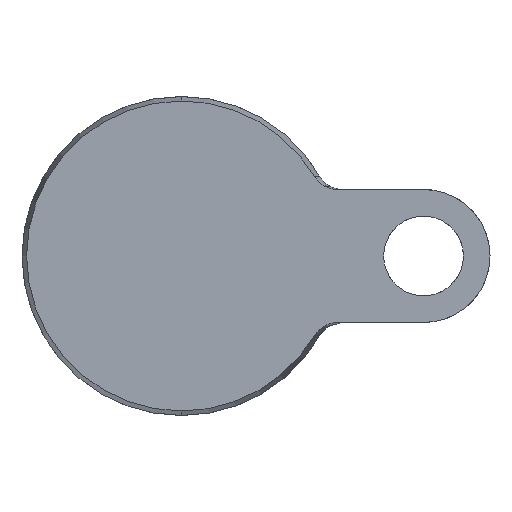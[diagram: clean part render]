
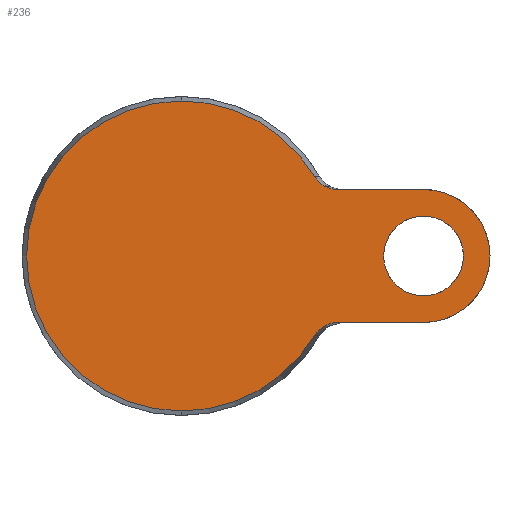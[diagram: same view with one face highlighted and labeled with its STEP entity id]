
A CAD part, front view. The second image highlights one B-rep face of the part: STEP entity #236.
In plain terms, the highlighted planar face has unit normal (0, -1, 0).
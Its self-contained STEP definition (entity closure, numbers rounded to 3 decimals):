
#12 = VERTEX_POINT ( 'NONE', #1198 ) ;
#14 = FACE_BOUND ( 'NONE', #980, .T. ) ;
#15 = DIRECTION ( 'NONE',  ( 0., 0., -1. ) ) ;
#39 = DIRECTION ( 'NONE',  ( 0., 1., 0. ) ) ;
#56 = EDGE_LOOP ( 'NONE', ( #821, #452, #641, #464, #193, #388, #141, #546 ) ) ;
#61 = CARTESIAN_POINT ( 'NONE',  ( 26.862, 0., -13.142 ) ) ;
#67 = CARTESIAN_POINT ( 'NONE',  ( 29.374, 0., 12.5 ) ) ;
#71 = CIRCLE ( 'NONE', #1426, 7.5 ) ;
#86 = B_SPLINE_CURVE_WITH_KNOTS ( 'NONE', 3,
 ( #1219, #88, #94, #201, #1335, #700, #578, #836, #1100, #1578, #598, #714, #978, #442 ),
 .UNSPECIFIED., .F., .F.,
 ( 4, 2, 2, 2, 2, 2, 4 ),
 ( 0., 0.001, 0.002, 0.003, 0.003, 0.004, 0.005 ),
 .UNSPECIFIED. ) ;
#88 = CARTESIAN_POINT ( 'NONE',  ( 28.933, 0., 12.5 ) ) ;
#94 = CARTESIAN_POINT ( 'NONE',  ( 28.502, 0., 12.556 ) ) ;
#98 = CIRCLE ( 'NONE', #299, 7.5 ) ;
#141 = ORIENTED_EDGE ( 'NONE', *, *, #1013, .F. ) ;
#148 = DIRECTION ( 'NONE',  ( 0., -1., 0. ) ) ;
#165 = DIRECTION ( 'NONE',  ( 0., 0., 1. ) ) ;
#177 = CARTESIAN_POINT ( 'NONE',  ( 15., 0., 12.5 ) ) ;
#178 = CARTESIAN_POINT ( 'NONE',  ( 26.146, 0., -13.64 ) ) ;
#193 = ORIENTED_EDGE ( 'NONE', *, *, #1172, .T. ) ;
#196 = CIRCLE ( 'NONE', #617, 29.143 ) ;
#198 = DIRECTION ( 'NONE',  ( 0., 1., 0. ) ) ;
#201 = CARTESIAN_POINT ( 'NONE',  ( 27.869, 0., 12.721 ) ) ;
#236 = ADVANCED_FACE ( 'NONE', ( #891, #14 ), #498, .F. ) ;
#249 = DIRECTION ( 'NONE',  ( 0., 0., -1. ) ) ;
#276 = DIRECTION ( 'NONE',  ( 0., 0., -1. ) ) ;
#277 = EDGE_CURVE ( 'NONE', #313, #329, #680, .T. ) ;
#299 = AXIS2_PLACEMENT_3D ( 'NONE', #649, #39, #165 ) ;
#313 = VERTEX_POINT ( 'NONE', #67 ) ;
#329 = VERTEX_POINT ( 'NONE', #774 ) ;
#349 = CIRCLE ( 'NONE', #785, 29.143 ) ;
#352 = DIRECTION ( 'NONE',  ( 0., 1., 0. ) ) ;
#367 = DIRECTION ( 'NONE',  ( 0., -1., 0. ) ) ;
#388 = ORIENTED_EDGE ( 'NONE', *, *, #627, .T. ) ;
#393 = CARTESIAN_POINT ( 'NONE',  ( 0., 0., 0. ) ) ;
#409 = CARTESIAN_POINT ( 'NONE',  ( 27.662, 0., -12.789 ) ) ;
#442 = CARTESIAN_POINT ( 'NONE',  ( 25.011, 0., 14.959 ) ) ;
#452 = ORIENTED_EDGE ( 'NONE', *, *, #1401, .T. ) ;
#462 = CARTESIAN_POINT ( 'NONE',  ( 15., 0., -12.5 ) ) ;
#464 = ORIENTED_EDGE ( 'NONE', *, *, #467, .T. ) ;
#467 = EDGE_CURVE ( 'NONE', #864, #1110, #786, .T. ) ;
#477 = B_SPLINE_CURVE_WITH_KNOTS ( 'NONE', 3,
 ( #800, #809, #1576, #1305, #178, #1169, #61, #1567, #409, #549, #1557, #1420, #933 ),
 .UNSPECIFIED., .F., .F.,
 ( 4, 2, 2, 1, 2, 2, 4 ),
 ( 0., 0.001, 0.002, 0.003, 0.003, 0.004, 0.005 ),
 .UNSPECIFIED. ) ;
#492 = CARTESIAN_POINT ( 'NONE',  ( 0., 0., 0. ) ) ;
#498 = PLANE ( 'NONE',  #840 ) ;
#521 = CARTESIAN_POINT ( 'NONE',  ( 0., 0., 0. ) ) ;
#542 = EDGE_CURVE ( 'NONE', #673, #864, #196, .T. ) ;
#546 = ORIENTED_EDGE ( 'NONE', *, *, #754, .F. ) ;
#549 = CARTESIAN_POINT ( 'NONE',  ( 27.871, 0., -12.72 ) ) ;
#559 = AXIS2_PLACEMENT_3D ( 'NONE', #1332, #198, #710 ) ;
#567 = AXIS2_PLACEMENT_3D ( 'NONE', #521, #148, #249 ) ;
#578 = CARTESIAN_POINT ( 'NONE',  ( 27.057, 0., 13.048 ) ) ;
#598 = CARTESIAN_POINT ( 'NONE',  ( 25.976, 0., 13.785 ) ) ;
#608 = ORIENTED_EDGE ( 'NONE', *, *, #1039, .T. ) ;
#617 = AXIS2_PLACEMENT_3D ( 'NONE', #492, #367, #15 ) ;
#627 = EDGE_CURVE ( 'NONE', #1027, #1000, #477, .T. ) ;
#641 = ORIENTED_EDGE ( 'NONE', *, *, #542, .T. ) ;
#649 = CARTESIAN_POINT ( 'NONE',  ( 45.5, 0., 0. ) ) ;
#662 = CARTESIAN_POINT ( 'NONE',  ( 0., 0., -29.143 ) ) ;
#666 = DIRECTION ( 'NONE',  ( 0., 1., 0. ) ) ;
#673 = VERTEX_POINT ( 'NONE', #1069 ) ;
#680 = LINE ( 'NONE', #177, #1339 ) ;
#700 = CARTESIAN_POINT ( 'NONE',  ( 27.253, 0., 12.954 ) ) ;
#710 = DIRECTION ( 'NONE',  ( 0., 0., -1. ) ) ;
#714 = CARTESIAN_POINT ( 'NONE',  ( 25.507, 0., 14.24 ) ) ;
#732 = CARTESIAN_POINT ( 'NONE',  ( 29.374, 0., -12.5 ) ) ;
#754 = EDGE_CURVE ( 'NONE', #329, #1157, #1043, .T. ) ;
#774 = CARTESIAN_POINT ( 'NONE',  ( 45.5, 0., 12.5 ) ) ;
#785 = AXIS2_PLACEMENT_3D ( 'NONE', #393, #911, #276 ) ;
#786 = CIRCLE ( 'NONE', #567, 29.143 ) ;
#800 = CARTESIAN_POINT ( 'NONE',  ( 25.011, 0., -14.959 ) ) ;
#803 = CARTESIAN_POINT ( 'NONE',  ( 45.5, 0., 0. ) ) ;
#809 = CARTESIAN_POINT ( 'NONE',  ( 25.237, 0., -14.58 ) ) ;
#821 = ORIENTED_EDGE ( 'NONE', *, *, #277, .F. ) ;
#836 = CARTESIAN_POINT ( 'NONE',  ( 26.678, 0., 13.261 ) ) ;
#840 = AXIS2_PLACEMENT_3D ( 'NONE', #1511, #352, #1389 ) ;
#864 = VERTEX_POINT ( 'NONE', #1074 ) ;
#891 = FACE_OUTER_BOUND ( 'NONE', #56, .T. ) ;
#903 = CARTESIAN_POINT ( 'NONE',  ( 45.5, 0., -12.5 ) ) ;
#911 = DIRECTION ( 'NONE',  ( 0., -1., 0. ) ) ;
#933 = CARTESIAN_POINT ( 'NONE',  ( 29.374, 0., -12.5 ) ) ;
#978 = CARTESIAN_POINT ( 'NONE',  ( 25.237, 0., 14.58 ) ) ;
#979 = DIRECTION ( 'NONE',  ( -1., 0., 0. ) ) ;
#980 = EDGE_LOOP ( 'NONE', ( #608, #1617 ) ) ;
#1000 = VERTEX_POINT ( 'NONE', #732 ) ;
#1013 = EDGE_CURVE ( 'NONE', #1157, #1000, #1599, .T. ) ;
#1027 = VERTEX_POINT ( 'NONE', #1415 ) ;
#1039 = EDGE_CURVE ( 'NONE', #12, #1314, #98, .T. ) ;
#1043 = CIRCLE ( 'NONE', #559, 12.5 ) ;
#1069 = CARTESIAN_POINT ( 'NONE',  ( 25.011, 0., 14.959 ) ) ;
#1074 = CARTESIAN_POINT ( 'NONE',  ( 0., 0., 29.143 ) ) ;
#1100 = CARTESIAN_POINT ( 'NONE',  ( 26.495, 0., 13.38 ) ) ;
#1110 = VERTEX_POINT ( 'NONE', #662 ) ;
#1157 = VERTEX_POINT ( 'NONE', #903 ) ;
#1169 = CARTESIAN_POINT ( 'NONE',  ( 26.497, 0., -13.379 ) ) ;
#1172 = EDGE_CURVE ( 'NONE', #1110, #1027, #349, .T. ) ;
#1185 = DIRECTION ( 'NONE',  ( 1., 0., 0. ) ) ;
#1190 = DIRECTION ( 'NONE',  ( 0., 0., 1. ) ) ;
#1198 = CARTESIAN_POINT ( 'NONE',  ( 45.5, 0., -7.5 ) ) ;
#1219 = CARTESIAN_POINT ( 'NONE',  ( 29.374, 0., 12.5 ) ) ;
#1242 = CARTESIAN_POINT ( 'NONE',  ( 45.5, 0., 7.5 ) ) ;
#1305 = CARTESIAN_POINT ( 'NONE',  ( 25.977, 0., -13.784 ) ) ;
#1314 = VERTEX_POINT ( 'NONE', #1242 ) ;
#1332 = CARTESIAN_POINT ( 'NONE',  ( 45.5, 0., 0. ) ) ;
#1335 = CARTESIAN_POINT ( 'NONE',  ( 27.659, 0., 12.79 ) ) ;
#1339 = VECTOR ( 'NONE', #1185, 1000. ) ;
#1381 = VECTOR ( 'NONE', #979, 1000. ) ;
#1389 = DIRECTION ( 'NONE',  ( 0., 0., 1. ) ) ;
#1401 = EDGE_CURVE ( 'NONE', #313, #673, #86, .T. ) ;
#1415 = CARTESIAN_POINT ( 'NONE',  ( 25.011, 0., -14.959 ) ) ;
#1420 = CARTESIAN_POINT ( 'NONE',  ( 28.933, 0., -12.5 ) ) ;
#1426 = AXIS2_PLACEMENT_3D ( 'NONE', #803, #666, #1190 ) ;
#1481 = EDGE_CURVE ( 'NONE', #1314, #12, #71, .T. ) ;
#1511 = CARTESIAN_POINT ( 'NONE',  ( -29.143, 0., 0. ) ) ;
#1557 = CARTESIAN_POINT ( 'NONE',  ( 28.503, 0., -12.556 ) ) ;
#1567 = CARTESIAN_POINT ( 'NONE',  ( 27.255, 0., -12.953 ) ) ;
#1576 = CARTESIAN_POINT ( 'NONE',  ( 25.508, 0., -14.24 ) ) ;
#1578 = CARTESIAN_POINT ( 'NONE',  ( 26.144, 0., 13.642 ) ) ;
#1599 = LINE ( 'NONE', #462, #1381 ) ;
#1617 = ORIENTED_EDGE ( 'NONE', *, *, #1481, .T. ) ;
